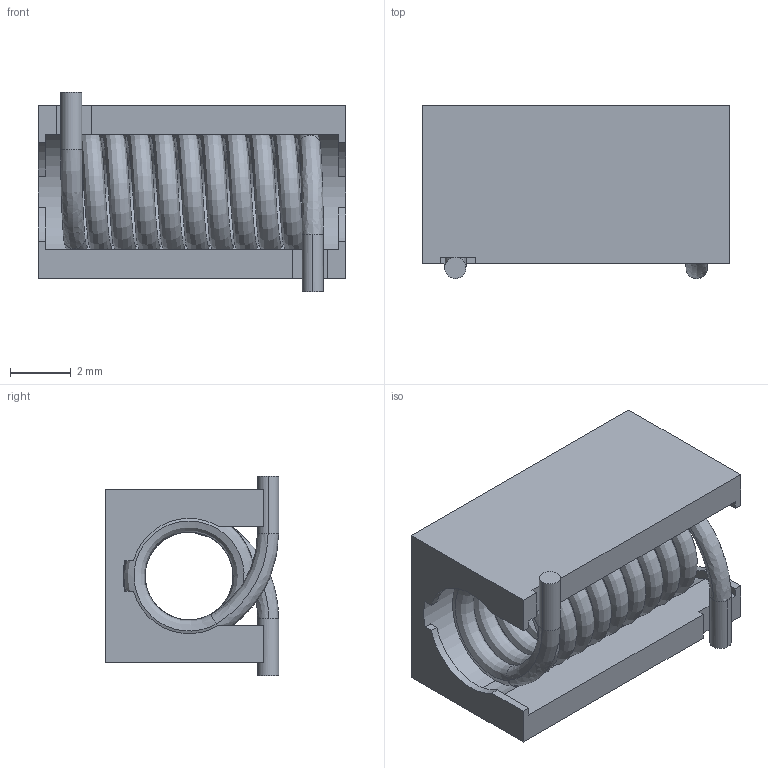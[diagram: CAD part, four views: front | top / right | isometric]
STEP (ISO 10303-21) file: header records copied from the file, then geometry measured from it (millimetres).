
FILE_DESCRIPTION (( 'STEP AP214' ), '1' );
FILE_NAME ('Coilcraft-132-10SML-DEFAULT.STEP', '2011-07-23T02:04:15', ( 'sysAdmin' ), ( 'SolidWorks' ), 'SwSTEP 2.0', 'SolidWorks 2011', '' );
FILE_SCHEMA (( 'AUTOMOTIVE_DESIGN' ));
Length unit declared in the file: inch
Products named in the file (3): Coilcraft-132-10SML-DEFAULT_W XXATZ2-X [132-XXSM]_132-10SM_2; Coilcraft-132-10SML-DEFAULT_37-2593_10_2; Coilcraft-132-10SML-DEFAULT
Assembly tree (2 placements, depth 2):
  Coilcraft-132-10SML-DEFAULT
    Coilcraft-132-10SML-DEFAULT_37-2593_10_2
    Coilcraft-132-10SML-DEFAULT_W XXATZ2-X [132-XXSM]_132-10SM_2
Bounding box: 10.16 x 5.73 x 6.6 mm (x, y, z)
Volume: 177.3 mm3; surface area: 609.6 mm2
Topology: 2 solids, 2 shells, 50 faces, 132 edges, 86 vertices
Faces by surface type: plane 31, cylinder 13, bspline 6
Entity records: 6666 total; most frequent: CARTESIAN_POINT 4673, ORIENTED_EDGE 264, DIRECTION 252, EDGE_CURVE 132, VECTOR 90, LINE 90, VERTEX_POINT 86, AXIS2_PLACEMENT_3D 81
